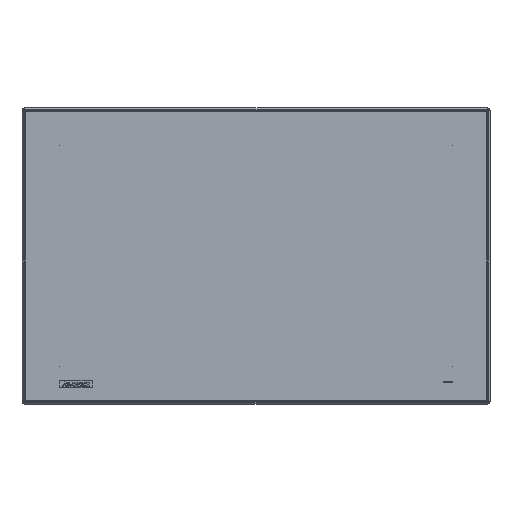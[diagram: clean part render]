
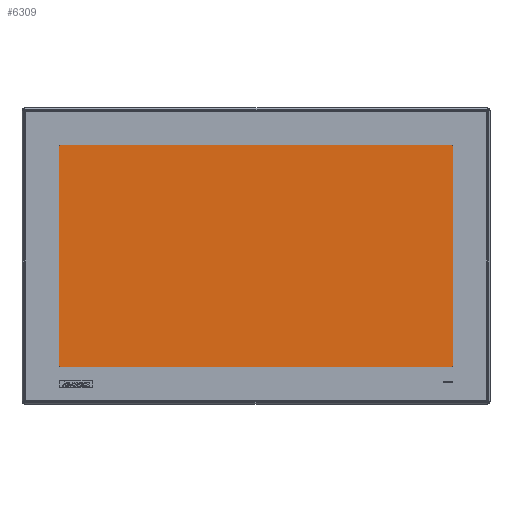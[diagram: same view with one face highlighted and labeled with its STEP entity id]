
A CAD part, top view. The second image highlights one B-rep face of the part: STEP entity #6309.
In plain terms, the highlighted planar face has unit normal (0, 0, 1).
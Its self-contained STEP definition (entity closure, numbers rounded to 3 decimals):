
#73 = EDGE_CURVE ( 'NONE', #40393, #45381, #31014, .T. ) ;
#1747 = VERTEX_POINT ( 'NONE', #10570 ) ;
#2873 = DIRECTION ( 'NONE',  ( -1., 0., 0. ) ) ;
#5104 = CARTESIAN_POINT ( 'NONE',  ( 205., -115.45, 0.004 ) ) ;
#6309 = ADVANCED_FACE ( 'NONE', ( #49850 ), #8504, .T. ) ;
#6362 = VECTOR ( 'NONE', #32859, 1000. ) ;
#6760 = CARTESIAN_POINT ( 'NONE',  ( 205., 115.45, 0.004 ) ) ;
#8045 = LINE ( 'NONE', #15982, #6362 ) ;
#8504 = PLANE ( 'NONE',  #36110 ) ;
#10208 = VECTOR ( 'NONE', #35194, 1000. ) ;
#10570 = CARTESIAN_POINT ( 'NONE',  ( -205., -115.45, 0.004 ) ) ;
#15982 = CARTESIAN_POINT ( 'NONE',  ( -205., -0.245, 0.004 ) ) ;
#16114 = ORIENTED_EDGE ( 'NONE', *, *, #22230, .T. ) ;
#18402 = CARTESIAN_POINT ( 'NONE',  ( -205., 115.45, 0.004 ) ) ;
#18711 = CARTESIAN_POINT ( 'NONE',  ( -0.003, 115.45, 0.004 ) ) ;
#22230 = EDGE_CURVE ( 'NONE', #1747, #40393, #43637, .T. ) ;
#23810 = CARTESIAN_POINT ( 'NONE',  ( -0.003, -0.245, 0.004 ) ) ;
#24486 = ORIENTED_EDGE ( 'NONE', *, *, #26088, .T. ) ;
#25681 = VECTOR ( 'NONE', #2873, 1000. ) ;
#26088 = EDGE_CURVE ( 'NONE', #45381, #36748, #46410, .T. ) ;
#26863 = EDGE_CURVE ( 'NONE', #36748, #1747, #8045, .T. ) ;
#31014 = LINE ( 'NONE', #31280, #48252 ) ;
#31280 = CARTESIAN_POINT ( 'NONE',  ( 205., -0.245, 0.004 ) ) ;
#32069 = EDGE_LOOP ( 'NONE', ( #16114, #48540, #24486, #47567 ) ) ;
#32859 = DIRECTION ( 'NONE',  ( 0., -1., 0. ) ) ;
#35194 = DIRECTION ( 'NONE',  ( 1., 0., 0. ) ) ;
#36110 = AXIS2_PLACEMENT_3D ( 'NONE', #23810, #52041, #36989 ) ;
#36748 = VERTEX_POINT ( 'NONE', #18402 ) ;
#36989 = DIRECTION ( 'NONE',  ( 1., 0., 0. ) ) ;
#40393 = VERTEX_POINT ( 'NONE', #5104 ) ;
#42634 = DIRECTION ( 'NONE',  ( 0., 1., 0. ) ) ;
#42853 = CARTESIAN_POINT ( 'NONE',  ( -0.003, -115.45, 0.004 ) ) ;
#43637 = LINE ( 'NONE', #42853, #10208 ) ;
#45381 = VERTEX_POINT ( 'NONE', #6760 ) ;
#46410 = LINE ( 'NONE', #18711, #25681 ) ;
#47567 = ORIENTED_EDGE ( 'NONE', *, *, #26863, .T. ) ;
#48252 = VECTOR ( 'NONE', #42634, 1000. ) ;
#48540 = ORIENTED_EDGE ( 'NONE', *, *, #73, .T. ) ;
#49850 = FACE_OUTER_BOUND ( 'NONE', #32069, .T. ) ;
#52041 = DIRECTION ( 'NONE',  ( 0., 0., 1. ) ) ;
